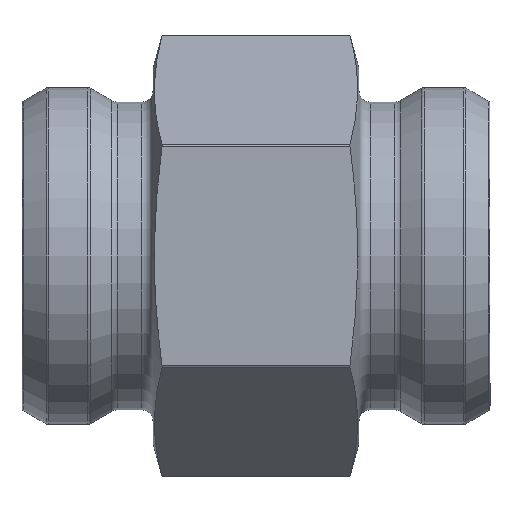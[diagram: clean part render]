
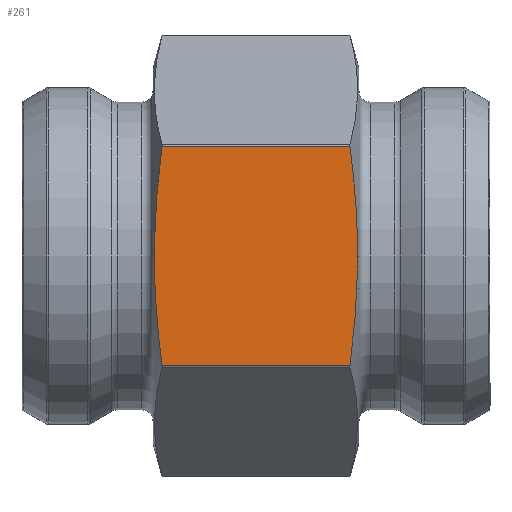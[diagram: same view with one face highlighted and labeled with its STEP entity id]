
A CAD part, front view. The second image highlights one B-rep face of the part: STEP entity #261.
In plain terms, the highlighted planar face has unit normal (0, -1, 0).
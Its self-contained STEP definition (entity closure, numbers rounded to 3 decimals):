
#261=ADVANCED_FACE('',(#322),#308,.F.);
#308=PLANE('',#743);
#322=FACE_OUTER_BOUND('',#333,.T.);
#333=EDGE_LOOP('',(#446,#447,#448,#449));
#421=B_SPLINE_CURVE_WITH_KNOTS('',3,(#1087,#1088,#1089,#1090,#1091,#1092),
 .UNSPECIFIED.,.F.,.F.,(4,2,4),(0.,0.5,1.),.UNSPECIFIED.);
#422=B_SPLINE_CURVE_WITH_KNOTS('',3,(#1093,#1094,#1095,#1096,#1097,#1098),
 .UNSPECIFIED.,.F.,.F.,(4,2,4),(0.,0.5,1.),.UNSPECIFIED.);
#446=ORIENTED_EDGE('',*,*,#650,.F.);
#447=ORIENTED_EDGE('',*,*,#651,.T.);
#448=ORIENTED_EDGE('',*,*,#647,.T.);
#449=ORIENTED_EDGE('',*,*,#652,.T.);
#584=VERTEX_POINT('',#1079);
#585=VERTEX_POINT('',#1080);
#586=VERTEX_POINT('',#1085);
#587=VERTEX_POINT('',#1086);
#647=EDGE_CURVE('',#584,#585,#714,.T.);
#650=EDGE_CURVE('',#586,#587,#715,.T.);
#651=EDGE_CURVE('',#586,#584,#421,.T.);
#652=EDGE_CURVE('',#585,#587,#422,.T.);
#714=LINE('',#1078,#726);
#715=LINE('',#1084,#727);
#726=VECTOR('',#848,1.);
#727=VECTOR('',#855,1.);
#743=AXIS2_PLACEMENT_3D('',#1099,#856,#857);
#848=DIRECTION('',(-1.,0.,0.));
#855=DIRECTION('',(-1.,0.,0.));
#856=DIRECTION('',(0.,1.,0.));
#857=DIRECTION('',(0.,0.,1.));
#1078=CARTESIAN_POINT('',(50.,-20.5,11.683));
#1079=CARTESIAN_POINT('',(35.037,-20.5,11.683));
#1080=CARTESIAN_POINT('',(14.963,-20.5,11.683));
#1084=CARTESIAN_POINT('',(50.,-20.5,-11.683));
#1085=CARTESIAN_POINT('',(35.037,-20.5,-11.683));
#1086=CARTESIAN_POINT('',(14.963,-20.5,-11.683));
#1087=CARTESIAN_POINT('',(35.037,-20.5,-11.683));
#1088=CARTESIAN_POINT('',(35.553,-20.5,-7.793));
#1089=CARTESIAN_POINT('',(35.867,-20.5,-3.876));
#1090=CARTESIAN_POINT('',(35.865,-20.5,3.916));
#1091=CARTESIAN_POINT('',(35.551,-20.5,7.802));
#1092=CARTESIAN_POINT('',(35.037,-20.5,11.683));
#1093=CARTESIAN_POINT('',(14.963,-20.5,11.683));
#1094=CARTESIAN_POINT('',(14.449,-20.5,7.802));
#1095=CARTESIAN_POINT('',(14.135,-20.5,3.916));
#1096=CARTESIAN_POINT('',(14.133,-20.5,-3.876));
#1097=CARTESIAN_POINT('',(14.447,-20.5,-7.793));
#1098=CARTESIAN_POINT('',(14.963,-20.5,-11.683));
#1099=CARTESIAN_POINT('',(50.,-20.5,11.683));
